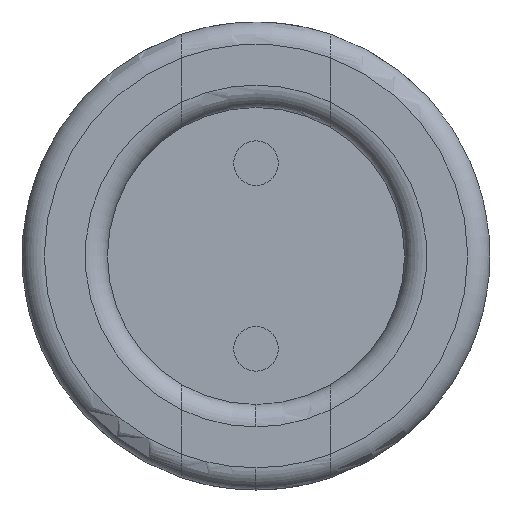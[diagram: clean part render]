
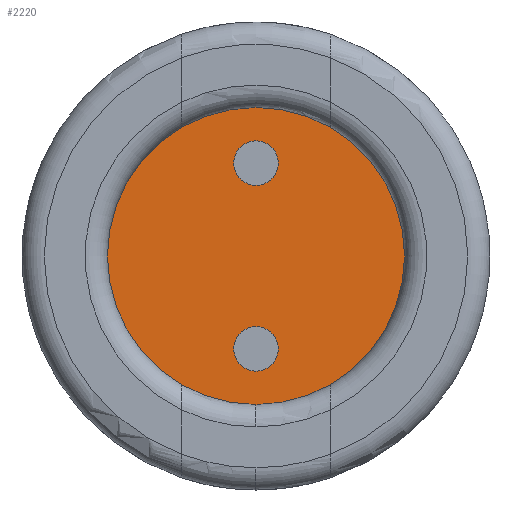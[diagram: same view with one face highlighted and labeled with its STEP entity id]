
A CAD part, left-side view. The second image highlights one B-rep face of the part: STEP entity #2220.
In plain terms, the highlighted planar face has unit normal (-1, 0, 0).
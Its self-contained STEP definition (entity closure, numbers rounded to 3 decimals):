
#89 = EDGE_CURVE ( 'NONE', #3653, #5794, #2956, .T. ) ;
#135 = FACE_BOUND ( 'NONE', #3525, .T. ) ;
#177 = ORIENTED_EDGE ( 'NONE', *, *, #2283, .F. ) ;
#219 = CARTESIAN_POINT ( 'NONE',  ( 0.3, 1., 1.732 ) ) ;
#243 = ORIENTED_EDGE ( 'NONE', *, *, #4980, .T. ) ;
#255 = DIRECTION ( 'NONE',  ( -1., 0., 0. ) ) ;
#297 = CARTESIAN_POINT ( 'NONE',  ( 0.3, 0., 0. ) ) ;
#386 = ORIENTED_EDGE ( 'NONE', *, *, #1383, .F. ) ;
#434 = CARTESIAN_POINT ( 'NONE',  ( 0.3, -1., 1.732 ) ) ;
#718 = DIRECTION ( 'NONE',  ( 0., 0., 1. ) ) ;
#781 = CARTESIAN_POINT ( 'NONE',  ( 0.3, 0., 1.25 ) ) ;
#809 = CARTESIAN_POINT ( 'NONE',  ( 0.3, 0., -1.55 ) ) ;
#1056 = CARTESIAN_POINT ( 'NONE',  ( 0.3, 0., 0.95 ) ) ;
#1383 = EDGE_CURVE ( 'NONE', #5933, #4220, #2582, .T. ) ;
#1455 = DIRECTION ( 'NONE',  ( -1., 0., 0. ) ) ;
#1475 = CIRCLE ( 'NONE', #4994, 2. ) ;
#1493 = AXIS2_PLACEMENT_3D ( 'NONE', #5044, #255, #718 ) ;
#1583 = DIRECTION ( 'NONE',  ( 0., 0., 1. ) ) ;
#1602 = FACE_OUTER_BOUND ( 'NONE', #6130, .T. ) ;
#1604 = EDGE_CURVE ( 'NONE', #5794, #1851, #1475, .T. ) ;
#1720 = CARTESIAN_POINT ( 'NONE',  ( 0.3, 0., -1.25 ) ) ;
#1725 = ORIENTED_EDGE ( 'NONE', *, *, #89, .T. ) ;
#1851 = VERTEX_POINT ( 'NONE', #2491 ) ;
#1876 = VERTEX_POINT ( 'NONE', #219 ) ;
#2090 = AXIS2_PLACEMENT_3D ( 'NONE', #3862, #1455, #5749 ) ;
#2119 = VERTEX_POINT ( 'NONE', #1056 ) ;
#2129 = CIRCLE ( 'NONE', #4146, 2. ) ;
#2166 = DIRECTION ( 'NONE',  ( 0., 0., 1. ) ) ;
#2176 = DIRECTION ( 'NONE',  ( -1., 0., 0. ) ) ;
#2187 = DIRECTION ( 'NONE',  ( -1., 0., 0. ) ) ;
#2220 = ADVANCED_FACE ( 'NONE', ( #4480, #135, #1602 ), #2434, .T. ) ;
#2234 = EDGE_LOOP ( 'NONE', ( #177, #4531 ) ) ;
#2254 = EDGE_CURVE ( 'NONE', #3740, #1876, #6124, .T. ) ;
#2283 = EDGE_CURVE ( 'NONE', #2119, #4983, #3728, .T. ) ;
#2302 = CARTESIAN_POINT ( 'NONE',  ( 0.3, 0., 0. ) ) ;
#2372 = AXIS2_PLACEMENT_3D ( 'NONE', #2996, #2374, #4506 ) ;
#2374 = DIRECTION ( 'NONE',  ( -1., 0., 0. ) ) ;
#2434 = PLANE ( 'NONE',  #2909 ) ;
#2491 = CARTESIAN_POINT ( 'NONE',  ( 0.3, -1., -1.732 ) ) ;
#2495 = EDGE_CURVE ( 'NONE', #4983, #2119, #6121, .T. ) ;
#2582 = CIRCLE ( 'NONE', #4401, 0.3 ) ;
#2781 = DIRECTION ( 'NONE',  ( -1., 0., 0. ) ) ;
#2909 = AXIS2_PLACEMENT_3D ( 'NONE', #2934, #4917, #4865 ) ;
#2934 = CARTESIAN_POINT ( 'NONE',  ( 0.3, 0., 0. ) ) ;
#2956 = CIRCLE ( 'NONE', #4065, 2. ) ;
#2996 = CARTESIAN_POINT ( 'NONE',  ( 0.3, 0., -1.25 ) ) ;
#3137 = CARTESIAN_POINT ( 'NONE',  ( 0.3, 0., -0.95 ) ) ;
#3152 = EDGE_CURVE ( 'NONE', #1876, #3653, #5318, .T. ) ;
#3199 = ORIENTED_EDGE ( 'NONE', *, *, #3152, .T. ) ;
#3230 = ORIENTED_EDGE ( 'NONE', *, *, #5844, .F. ) ;
#3525 = EDGE_LOOP ( 'NONE', ( #386, #3230 ) ) ;
#3620 = AXIS2_PLACEMENT_3D ( 'NONE', #297, #5239, #5146 ) ;
#3653 = VERTEX_POINT ( 'NONE', #4553 ) ;
#3728 = CIRCLE ( 'NONE', #4424, 0.3 ) ;
#3740 = VERTEX_POINT ( 'NONE', #434 ) ;
#3862 = CARTESIAN_POINT ( 'NONE',  ( 0.3, 0., 1.25 ) ) ;
#4001 = DIRECTION ( 'NONE',  ( -1., 0., 0. ) ) ;
#4065 = AXIS2_PLACEMENT_3D ( 'NONE', #4466, #4001, #5910 ) ;
#4146 = AXIS2_PLACEMENT_3D ( 'NONE', #4911, #4445, #2166 ) ;
#4206 = ORIENTED_EDGE ( 'NONE', *, *, #1604, .T. ) ;
#4220 = VERTEX_POINT ( 'NONE', #3137 ) ;
#4401 = AXIS2_PLACEMENT_3D ( 'NONE', #1720, #2187, #1583 ) ;
#4424 = AXIS2_PLACEMENT_3D ( 'NONE', #781, #2176, #5104 ) ;
#4445 = DIRECTION ( 'NONE',  ( -1., 0., 0. ) ) ;
#4466 = CARTESIAN_POINT ( 'NONE',  ( 0.3, 0., 0. ) ) ;
#4480 = FACE_BOUND ( 'NONE', #2234, .T. ) ;
#4506 = DIRECTION ( 'NONE',  ( 0., 0., 1. ) ) ;
#4531 = ORIENTED_EDGE ( 'NONE', *, *, #2495, .F. ) ;
#4553 = CARTESIAN_POINT ( 'NONE',  ( 0.3, 1., -1.732 ) ) ;
#4644 = ORIENTED_EDGE ( 'NONE', *, *, #2254, .T. ) ;
#4675 = DIRECTION ( 'NONE',  ( 0., 0., 1. ) ) ;
#4865 = DIRECTION ( 'NONE',  ( 0., 0., 1. ) ) ;
#4911 = CARTESIAN_POINT ( 'NONE',  ( 0.3, 0., 0. ) ) ;
#4917 = DIRECTION ( 'NONE',  ( -1., 0., 0. ) ) ;
#4975 = CIRCLE ( 'NONE', #2372, 0.3 ) ;
#4980 = EDGE_CURVE ( 'NONE', #1851, #3740, #2129, .T. ) ;
#4983 = VERTEX_POINT ( 'NONE', #5431 ) ;
#4994 = AXIS2_PLACEMENT_3D ( 'NONE', #2302, #2781, #4675 ) ;
#5044 = CARTESIAN_POINT ( 'NONE',  ( 0.3, 0., 0. ) ) ;
#5104 = DIRECTION ( 'NONE',  ( 0., 0., -1. ) ) ;
#5146 = DIRECTION ( 'NONE',  ( 0., 0., 1. ) ) ;
#5209 = CARTESIAN_POINT ( 'NONE',  ( 0.3, 0., -2. ) ) ;
#5239 = DIRECTION ( 'NONE',  ( -1., 0., 0. ) ) ;
#5318 = CIRCLE ( 'NONE', #3620, 2. ) ;
#5431 = CARTESIAN_POINT ( 'NONE',  ( 0.3, 0., 1.55 ) ) ;
#5749 = DIRECTION ( 'NONE',  ( 0., 0., -1. ) ) ;
#5794 = VERTEX_POINT ( 'NONE', #5209 ) ;
#5844 = EDGE_CURVE ( 'NONE', #4220, #5933, #4975, .T. ) ;
#5910 = DIRECTION ( 'NONE',  ( 0., 0., 1. ) ) ;
#5933 = VERTEX_POINT ( 'NONE', #809 ) ;
#6121 = CIRCLE ( 'NONE', #2090, 0.3 ) ;
#6124 = CIRCLE ( 'NONE', #1493, 2. ) ;
#6130 = EDGE_LOOP ( 'NONE', ( #3199, #1725, #4206, #243, #4644 ) ) ;
